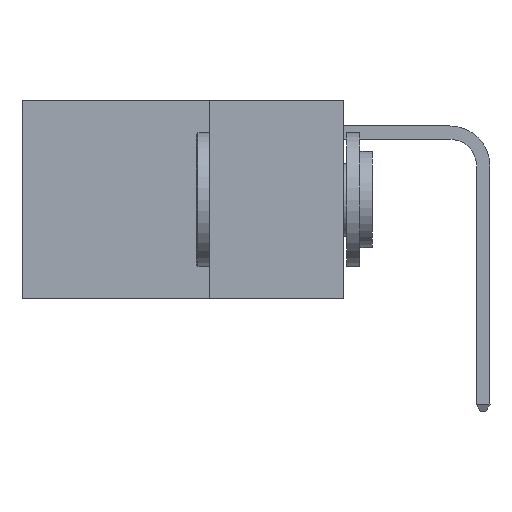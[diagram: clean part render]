
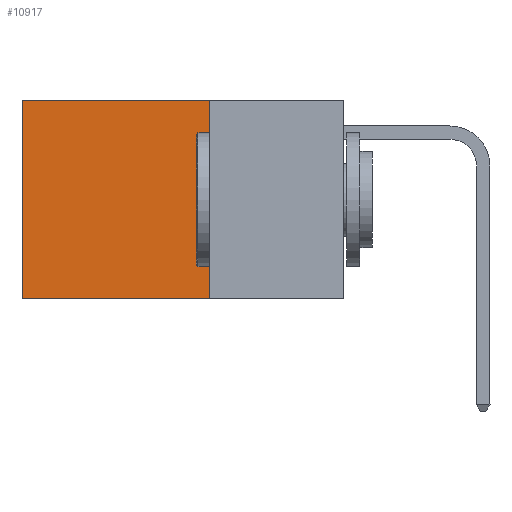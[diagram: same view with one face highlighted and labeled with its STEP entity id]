
A CAD part, left-side view. The second image highlights one B-rep face of the part: STEP entity #10917.
In plain terms, the highlighted planar face has unit normal (-1, 0, 0).
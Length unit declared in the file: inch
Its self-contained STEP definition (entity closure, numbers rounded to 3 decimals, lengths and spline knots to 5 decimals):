
#554 = VECTOR ( 'NONE', #2373, 39.37008 ) ;
#727 = EDGE_CURVE ( 'NONE', #1704, #8475, #6315, .T. ) ;
#1581 = CARTESIAN_POINT ( 'NONE',  ( 0.2625, 0.6, 0. ) ) ;
#1704 = VERTEX_POINT ( 'NONE', #8980 ) ;
#2199 = EDGE_CURVE ( 'NONE', #8587, #7087, #9274, .T. ) ;
#2373 = DIRECTION ( 'NONE',  ( 0., 1., 0. ) ) ;
#2564 = CARTESIAN_POINT ( 'NONE',  ( 0.2625, 0.25, 0. ) ) ;
#2706 = DIRECTION ( 'NONE',  ( 0., 0., -1. ) ) ;
#3064 = VECTOR ( 'NONE', #2706, 39.37008 ) ;
#3396 = ORIENTED_EDGE ( 'NONE', *, *, #8171, .T. ) ;
#3417 = LINE ( 'NONE', #1581, #3064 ) ;
#3845 = DIRECTION ( 'NONE',  ( 0., 1., 0. ) ) ;
#4342 = DIRECTION ( 'NONE',  ( 0., 0., -1. ) ) ;
#5735 = FACE_OUTER_BOUND ( 'NONE', #10346, .T. ) ;
#6258 = CARTESIAN_POINT ( 'NONE',  ( 0.2625, 0.6, 0. ) ) ;
#6315 = LINE ( 'NONE', #13732, #9163 ) ;
#6499 = VECTOR ( 'NONE', #4342, 39.37008 ) ;
#6506 = CARTESIAN_POINT ( 'NONE',  ( 0.2625, 0.25, 0. ) ) ;
#6564 = ORIENTED_EDGE ( 'NONE', *, *, #2199, .T. ) ;
#7087 = VERTEX_POINT ( 'NONE', #6258 ) ;
#7483 = DIRECTION ( 'NONE',  ( 0., 0., -1. ) ) ;
#7701 = CARTESIAN_POINT ( 'NONE',  ( 0.2625, 0.6, -0.37 ) ) ;
#8171 = EDGE_CURVE ( 'NONE', #7087, #8475, #3417, .T. ) ;
#8242 = ORIENTED_EDGE ( 'NONE', *, *, #727, .F. ) ;
#8475 = VERTEX_POINT ( 'NONE', #7701 ) ;
#8587 = VERTEX_POINT ( 'NONE', #10959 ) ;
#8953 = AXIS2_PLACEMENT_3D ( 'NONE', #12684, #13761, #7483 ) ;
#8980 = CARTESIAN_POINT ( 'NONE',  ( 0.2625, 0.25, -0.37 ) ) ;
#9163 = VECTOR ( 'NONE', #3845, 39.37008 ) ;
#9274 = LINE ( 'NONE', #2564, #554 ) ;
#10346 = EDGE_LOOP ( 'NONE', ( #3396, #8242, #12365, #6564 ) ) ;
#10917 = ADVANCED_FACE ( 'NONE', ( #5735 ), #11602, .F. ) ;
#10959 = CARTESIAN_POINT ( 'NONE',  ( 0.2625, 0.25, 0. ) ) ;
#11602 = PLANE ( 'NONE',  #8953 ) ;
#12365 = ORIENTED_EDGE ( 'NONE', *, *, #13683, .F. ) ;
#12459 = LINE ( 'NONE', #6506, #6499 ) ;
#12684 = CARTESIAN_POINT ( 'NONE',  ( 0.2625, 0.25, 0. ) ) ;
#13683 = EDGE_CURVE ( 'NONE', #8587, #1704, #12459, .T. ) ;
#13732 = CARTESIAN_POINT ( 'NONE',  ( 0.2625, 0.25, -0.37 ) ) ;
#13761 = DIRECTION ( 'NONE',  ( 1., 0., 0. ) ) ;
